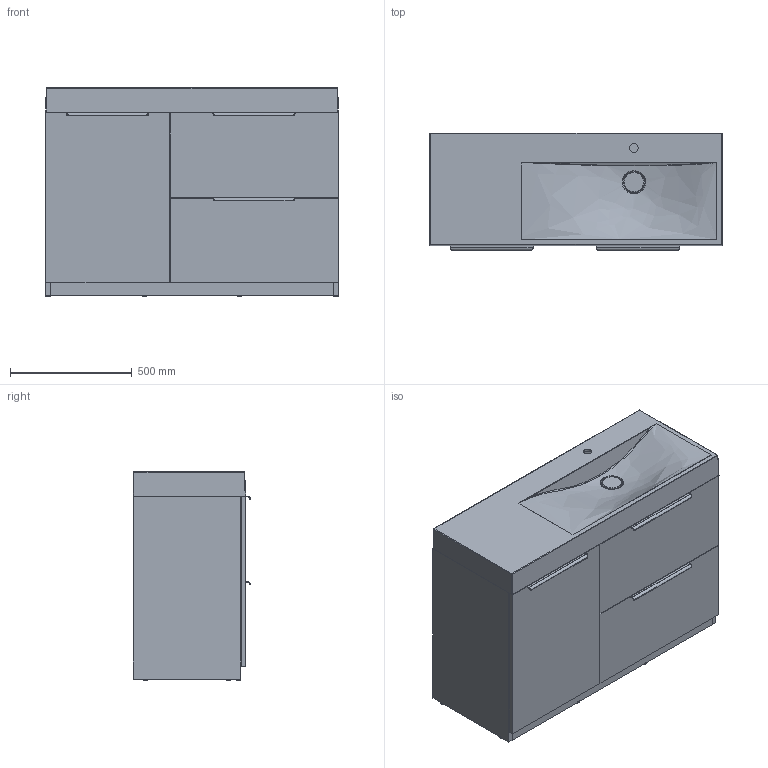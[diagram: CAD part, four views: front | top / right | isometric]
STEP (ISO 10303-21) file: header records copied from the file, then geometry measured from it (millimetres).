
FILE_DESCRIPTION(/* description */ (''),/* implementation_level */ '2;1');
FILE_NAME(/* name */ 'Alba-Viola 1200R.stp',/* time_stamp */ '2025-10-20T14:44:45+03:00',/* author */ ('ya'),/* organization */ (''),/* preprocessor_version */ 'ST-DEVELOPER v18.1',/* originating_system */ 'Autodesk Inventor 2022',/* authorisation */ '');
FILE_SCHEMA (('AUTOMOTIVE_DESIGN { 1 0 10303 214 3 1 1 }'));
Length unit declared in the file: millimetre
Products named in the file (5): Alba-Viola 1200R; Alba-Viola 1200L_MIR2; Viola 1200L_MIR2; Кошик для білизни 
500мм W=430 L=250 H=580 білий_MIR; Ручка LT22 320_340 чорний 
матовий_MIR
Assembly tree (6 placements, depth 2):
  Alba-Viola 1200R
    Alba-Viola 1200L_MIR2
    Viola 1200L_MIR2
    Кошик для білизни 
500мм W=430 L=250 H=580 білий_MIR
    Ручка LT22 320_340 чорний 
матовий_MIR  x3
Bounding box: 1200 x 480 x 855.09 mm (x, y, z)
Volume: 129595269.7 mm3; surface area: 10701859.8 mm2
Topology: 35 solids, 35 shells, 434 faces, 979 edges, 608 vertices
Faces by surface type: plane 230, bspline 87, cylinder 85, torus 19, sphere 8, cone 5
Full cylindrical faces by diameter (mm): 6 x4, 7 x4, 10 x4, 18 x6, 35 x1, 45 x1, 82 x1
Entity records: 30162 total; most frequent: CARTESIAN_POINT 21120, ORIENTED_EDGE 1814, DIRECTION 1662, EDGE_CURVE 907, AXIS2_PLACEMENT_3D 586, VERTEX_POINT 568, LINE 490, VECTOR 490
